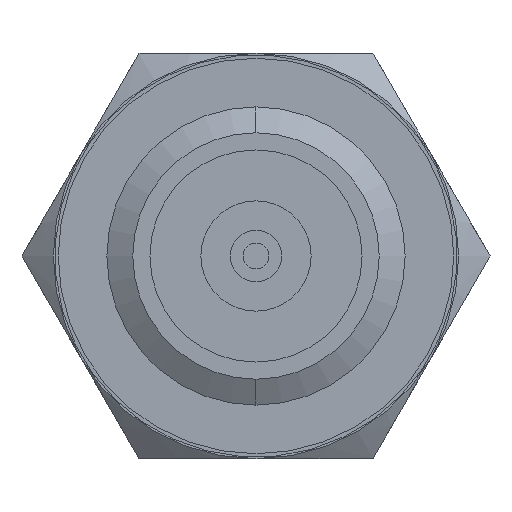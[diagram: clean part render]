
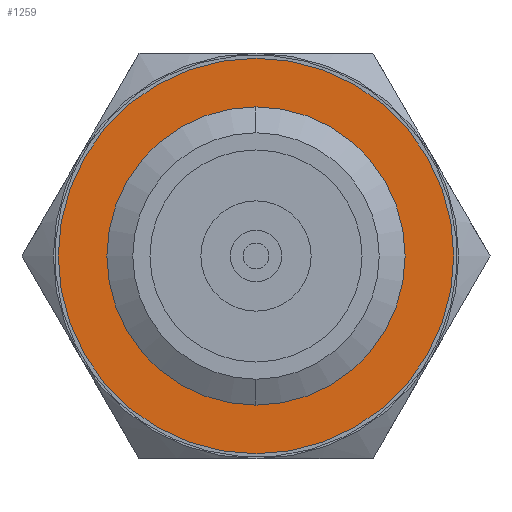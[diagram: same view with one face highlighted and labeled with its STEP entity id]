
A CAD part, front view. The second image highlights one B-rep face of the part: STEP entity #1259.
In plain terms, the highlighted planar face has unit normal (0, -1, 0).
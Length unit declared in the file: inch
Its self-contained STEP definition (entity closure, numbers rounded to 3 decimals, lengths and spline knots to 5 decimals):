
#926 = VERTEX_POINT ( 'NONE', #3983 ) ;
#936 = EDGE_CURVE ( 'NONE', #926, #937, #3971, .T. ) ;
#937 = VERTEX_POINT ( 'NONE', #3966 ) ;
#1108 = EDGE_CURVE ( 'NONE', #2162, #2159, #4405, .T. ) ;
#1259 = ADVANCED_FACE ( 'NONE', ( #4830, #4829 ), #4828, .F. ) ;
#1260 = EDGE_LOOP ( 'NONE', ( #1261, #1263 ) ) ;
#1261 = ORIENTED_EDGE ( 'NONE', *, *, #1262, .F. ) ;
#1262 = EDGE_CURVE ( 'NONE', #937, #926, #4622, .T. ) ;
#1263 = ORIENTED_EDGE ( 'NONE', *, *, #936, .F. ) ;
#1264 = EDGE_LOOP ( 'NONE', ( #1265, #1266 ) ) ;
#1265 = ORIENTED_EDGE ( 'NONE', *, *, #1108, .F. ) ;
#1266 = ORIENTED_EDGE ( 'NONE', *, *, #2161, .F. ) ;
#2159 = VERTEX_POINT ( 'NONE', #6141 ) ;
#2161 = EDGE_CURVE ( 'NONE', #2159, #2162, #6140, .T. ) ;
#2162 = VERTEX_POINT ( 'NONE', #6135 ) ;
#3966 = CARTESIAN_POINT ( 'NONE',  ( 0., -0.0225, -0.305 ) ) ;
#3967 = DIRECTION ( 'NONE',  ( 0., 0., 1. ) ) ;
#3968 = DIRECTION ( 'NONE',  ( 0., 1., 0. ) ) ;
#3969 = CARTESIAN_POINT ( 'NONE',  ( 0., -0.0225, 0. ) ) ;
#3970 = AXIS2_PLACEMENT_3D ( 'NONE', #3969, #3968, #3967 ) ;
#3971 = CIRCLE ( 'NONE', #3970, 0.305 ) ;
#3983 = CARTESIAN_POINT ( 'NONE',  ( 0., -0.0225, 0.305 ) ) ;
#4402 = DIRECTION ( 'NONE',  ( 0., 0., 1. ) ) ;
#4403 = DIRECTION ( 'NONE',  ( 0., -1., 0. ) ) ;
#4404 = AXIS2_PLACEMENT_3D ( 'NONE', #4408, #4403, #4402 ) ;
#4405 = CIRCLE ( 'NONE', #4404, 0.19 ) ;
#4408 = CARTESIAN_POINT ( 'NONE',  ( 0., -0.0225, 0. ) ) ;
#4618 = DIRECTION ( 'NONE',  ( 0., 0., 1. ) ) ;
#4619 = DIRECTION ( 'NONE',  ( 0., 1., 0. ) ) ;
#4620 = CARTESIAN_POINT ( 'NONE',  ( 0., -0.0225, 0. ) ) ;
#4621 = AXIS2_PLACEMENT_3D ( 'NONE', #4620, #4619, #4618 ) ;
#4622 = CIRCLE ( 'NONE', #4621, 0.305 ) ;
#4824 = DIRECTION ( 'NONE',  ( 0., 0., 1. ) ) ;
#4825 = DIRECTION ( 'NONE',  ( 0., 1., 0. ) ) ;
#4826 = CARTESIAN_POINT ( 'NONE',  ( 0., -0.0225, 0. ) ) ;
#4827 = AXIS2_PLACEMENT_3D ( 'NONE', #4826, #4825, #4824 ) ;
#4828 = PLANE ( 'NONE',  #4827 ) ;
#4829 = FACE_BOUND ( 'NONE', #1264, .T. ) ;
#4830 = FACE_OUTER_BOUND ( 'NONE', #1260, .T. ) ;
#6135 = CARTESIAN_POINT ( 'NONE',  ( 0., -0.0225, 0.19 ) ) ;
#6136 = DIRECTION ( 'NONE',  ( 0., 0., 1. ) ) ;
#6137 = DIRECTION ( 'NONE',  ( 0., -1., 0. ) ) ;
#6138 = CARTESIAN_POINT ( 'NONE',  ( 0., -0.0225, 0. ) ) ;
#6139 = AXIS2_PLACEMENT_3D ( 'NONE', #6138, #6137, #6136 ) ;
#6140 = CIRCLE ( 'NONE', #6139, 0.19 ) ;
#6141 = CARTESIAN_POINT ( 'NONE',  ( 0., -0.0225, -0.19 ) ) ;
